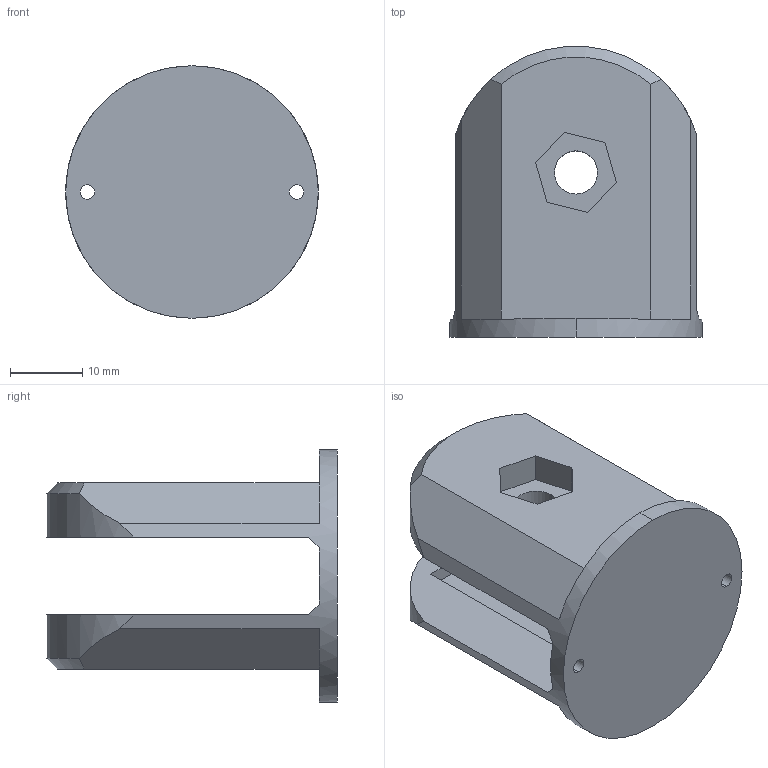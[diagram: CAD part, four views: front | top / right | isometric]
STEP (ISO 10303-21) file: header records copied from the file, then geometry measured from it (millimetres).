
FILE_DESCRIPTION (( 'STEP AP214' ), '1' );
FILE_NAME ('Light Angle Adjuster2.STEP', '2021-04-22T22:00:12', ( '' ), ( '' ), 'SwSTEP 2.0', 'SolidWorks 2019', '' );
FILE_SCHEMA (( 'AUTOMOTIVE_DESIGN' ));
Length unit declared in the file: millimetre
Products named in the file (1): Light Angle Adjuster2
Bounding box: 35 x 40.26 x 35 mm (x, y, z)
Volume: 15528.6 mm3; surface area: 8021.5 mm2
Topology: 1 solids, 1 shells, 55 faces, 144 edges, 96 vertices
Faces by surface type: plane 41, cylinder 12, cone 2
Entity records: 1742 total; most frequent: CARTESIAN_POINT 344, ORIENTED_EDGE 288, DIRECTION 270, EDGE_CURVE 144, LINE 98, VECTOR 98, VERTEX_POINT 96, AXIS2_PLACEMENT_3D 86
